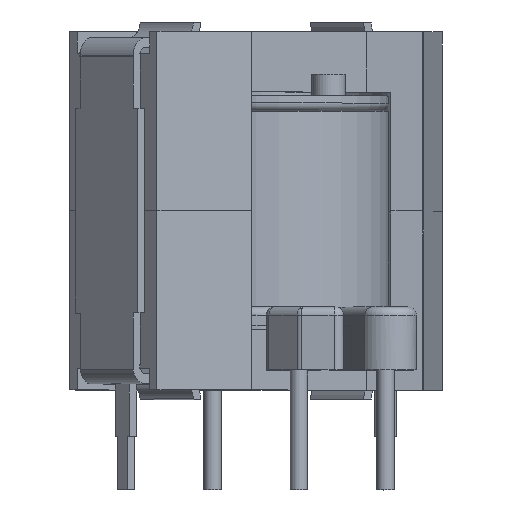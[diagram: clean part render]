
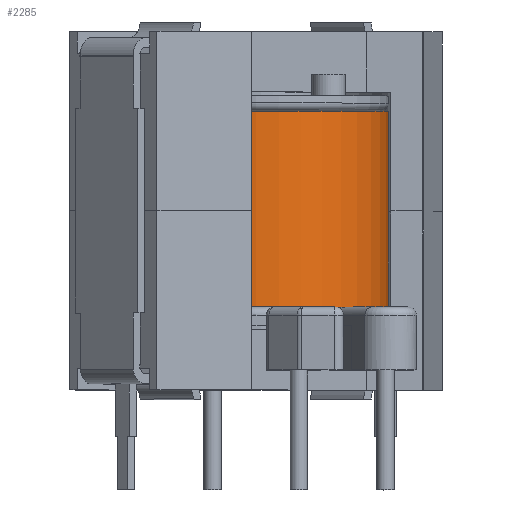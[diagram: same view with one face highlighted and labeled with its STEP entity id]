
A CAD part, top view. The second image highlights one B-rep face of the part: STEP entity #2285.
In plain terms, the highlighted cylindrical face has radius 3.9 mm (diameter 7.8 mm), a partial arc.
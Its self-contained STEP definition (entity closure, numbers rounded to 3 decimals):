
#419 = CARTESIAN_POINT ( 'NONE',  ( 0., 0., 0. ) ) ;
#468 = DIRECTION ( 'NONE',  ( 0., 0., 1. ) ) ;
#535 = AXIS2_PLACEMENT_3D ( 'NONE', #3389, #5751, #5516 ) ;
#729 = EDGE_LOOP ( 'NONE', ( #3381, #1129, #1349, #7188 ) ) ;
#1065 = DIRECTION ( 'NONE',  ( 1., 0., 0. ) ) ;
#1129 = ORIENTED_EDGE ( 'NONE', *, *, #1636, .T. ) ;
#1189 = VECTOR ( 'NONE', #7753, 1000. ) ;
#1303 = CARTESIAN_POINT ( 'NONE',  ( -3.9, 0., 0. ) ) ;
#1349 = ORIENTED_EDGE ( 'NONE', *, *, #4845, .T. ) ;
#1636 = EDGE_CURVE ( 'NONE', #4337, #2526, #5223, .T. ) ;
#2285 = ADVANCED_FACE ( 'NONE', ( #6235 ), #7630, .T. ) ;
#2515 = VERTEX_POINT ( 'NONE', #1303 ) ;
#2526 = VERTEX_POINT ( 'NONE', #7387 ) ;
#2682 = VERTEX_POINT ( 'NONE', #5759 ) ;
#3381 = ORIENTED_EDGE ( 'NONE', *, *, #6282, .F. ) ;
#3383 = CARTESIAN_POINT ( 'NONE',  ( -3.9, 0., -5.75 ) ) ;
#3389 = CARTESIAN_POINT ( 'NONE',  ( 0., 0., -5.75 ) ) ;
#3532 = VECTOR ( 'NONE', #5245, 1000. ) ;
#3565 = AXIS2_PLACEMENT_3D ( 'NONE', #3639, #468, #4210 ) ;
#3639 = CARTESIAN_POINT ( 'NONE',  ( 0., 0., -5.75 ) ) ;
#4210 = DIRECTION ( 'NONE',  ( 1., 0., 0. ) ) ;
#4337 = VERTEX_POINT ( 'NONE', #3383 ) ;
#4783 = DIRECTION ( 'NONE',  ( 0., 0., 1. ) ) ;
#4845 = EDGE_CURVE ( 'NONE', #2526, #2682, #6072, .T. ) ;
#5106 = LINE ( 'NONE', #6441, #3532 ) ;
#5223 = CIRCLE ( 'NONE', #535, 3.9 ) ;
#5245 = DIRECTION ( 'NONE',  ( 0., 0., 1. ) ) ;
#5516 = DIRECTION ( 'NONE',  ( 1., 0., 0. ) ) ;
#5751 = DIRECTION ( 'NONE',  ( 0., 0., 1. ) ) ;
#5759 = CARTESIAN_POINT ( 'NONE',  ( 3.9, 0., 0. ) ) ;
#6072 = LINE ( 'NONE', #6549, #1189 ) ;
#6163 = AXIS2_PLACEMENT_3D ( 'NONE', #419, #4783, #1065 ) ;
#6235 = FACE_OUTER_BOUND ( 'NONE', #729, .T. ) ;
#6282 = EDGE_CURVE ( 'NONE', #4337, #2515, #5106, .T. ) ;
#6391 = EDGE_CURVE ( 'NONE', #2515, #2682, #7893, .T. ) ;
#6441 = CARTESIAN_POINT ( 'NONE',  ( -3.9, 0., -5.75 ) ) ;
#6549 = CARTESIAN_POINT ( 'NONE',  ( 3.9, 0., -5.75 ) ) ;
#7188 = ORIENTED_EDGE ( 'NONE', *, *, #6391, .F. ) ;
#7387 = CARTESIAN_POINT ( 'NONE',  ( 3.9, 0., -5.75 ) ) ;
#7630 = CYLINDRICAL_SURFACE ( 'NONE', #3565, 3.9 ) ;
#7753 = DIRECTION ( 'NONE',  ( 0., 0., 1. ) ) ;
#7893 = CIRCLE ( 'NONE', #6163, 3.9 ) ;
